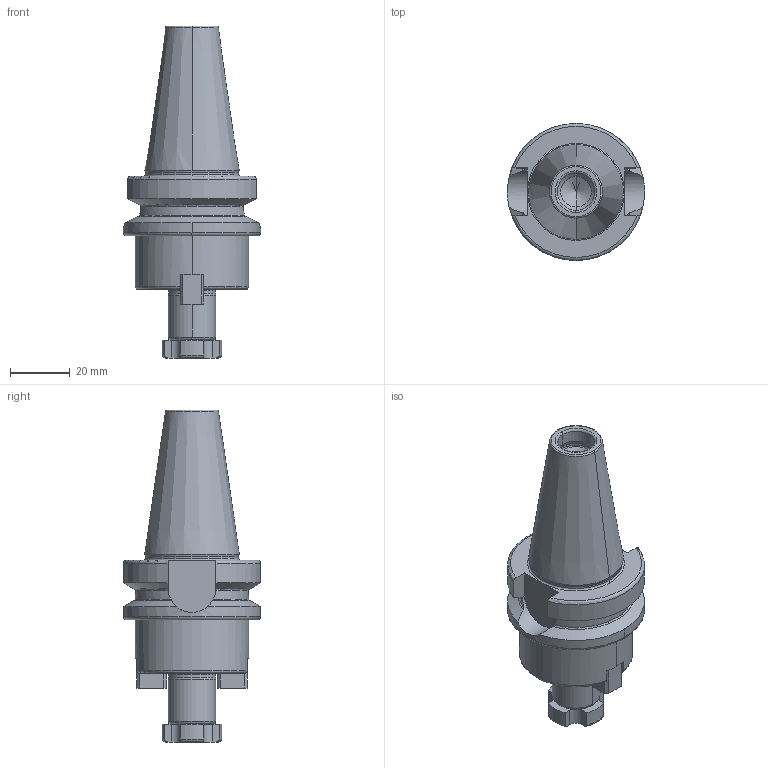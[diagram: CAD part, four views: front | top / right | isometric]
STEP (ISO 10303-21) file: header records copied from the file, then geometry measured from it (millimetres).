
FILE_DESCRIPTION((''),'2;1');
FILE_NAME('305_11_16','2020-07-16T',('101107'),(''),'CREO PARAMETRIC BY PTC INC, 2015290','CREO PARAMETRIC BY PTC INC, 2015290','');
FILE_SCHEMA(('CONFIG_CONTROL_DESIGN'));
Length unit declared in the file: millimetre
Products named in the file (1): 305_11_16
Bounding box: 46 x 46 x 111.4 mm (x, y, z)
Volume: 74871.7 mm3; surface area: 16738.2 mm2
Topology: 1 solids, 7 shells, 212 faces, 506 edges, 311 vertices
Faces by surface type: plane 82, cylinder 60, torus 36, cone 34
Entity records: 6348 total; most frequent: CARTESIAN_POINT 1328, DIRECTION 1104, ORIENTED_EDGE 1000, EDGE_CURVE 500, AXIS2_PLACEMENT_3D 435, VERTEX_POINT 311, VECTOR 234, LINE 234
